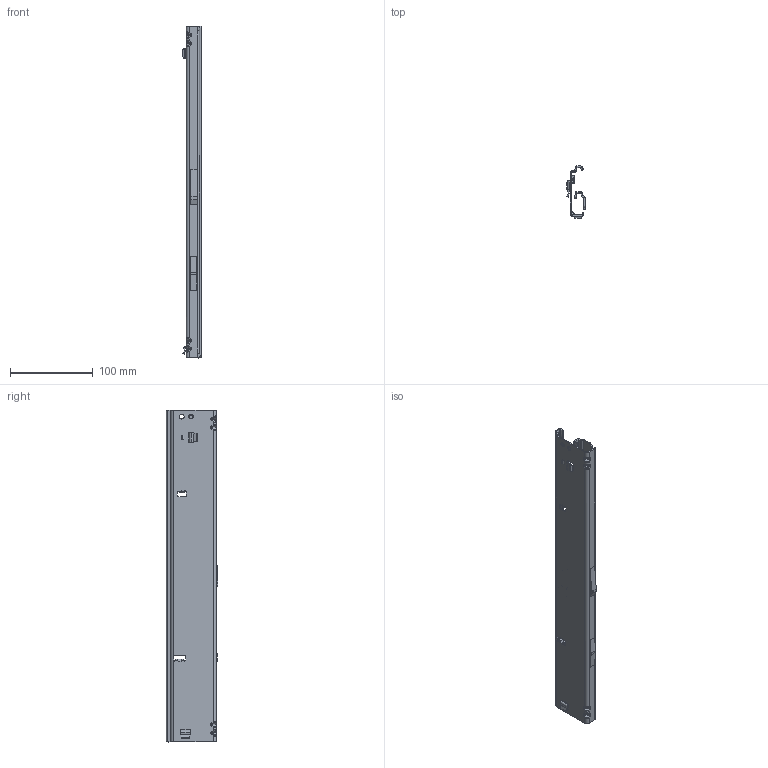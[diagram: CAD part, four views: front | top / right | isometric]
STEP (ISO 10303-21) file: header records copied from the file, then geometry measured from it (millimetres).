
FILE_DESCRIPTION (( 'STEP AP214' ), '1' );
FILE_NAME ('closedCS# 790.400-GA.L121_open.STEP', '2023-01-20T14:31:41', ( '' ), ( '' ), 'SwSTEP 2.0', 'SolidWorks 2020', '' );
FILE_SCHEMA (( 'AUTOMOTIVE_DESIGN' ));
Length unit declared in the file: millimetre
Products named in the file (6): CS# 785.XXX-03.S049_NL 400; PG-033; CS# 785.XXX-01.L521_NL 400; closedCS# 790.400-GA.L121_open
Assembly tree (5 placements, depth 3):
  closedCS# 790.400-GA.L121_open
    CS# 785.XXX-01.L521_NL 400
      CS# 785.XXX-01.L521_NL 400
      PG-033
    CS# 785.XXX-03.S049_NL 400
      CS# 785.XXX-03.S049_NL 400
Bounding box: 21.79 x 62.5 x 400 mm (x, y, z)
Volume: 71856.1 mm3; surface area: 99794.7 mm2
Topology: 3 solids, 3 shells, 1157 faces, 2984 edges, 1850 vertices
Faces by surface type: plane 485, bspline 261, cylinder 241, cone 77, torus 72, sphere 21
Entity records: 53466 total; most frequent: CARTESIAN_POINT 22722, ORIENTED_EDGE 5904, DIRECTION 4680, EDGE_CURVE 2952, VERTEX_POINT 1850, AXIS2_PLACEMENT_3D 1593, LINE 1494, VECTOR 1494
